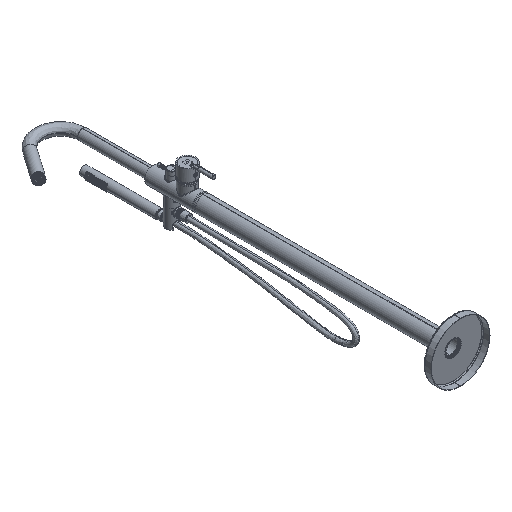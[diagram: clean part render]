
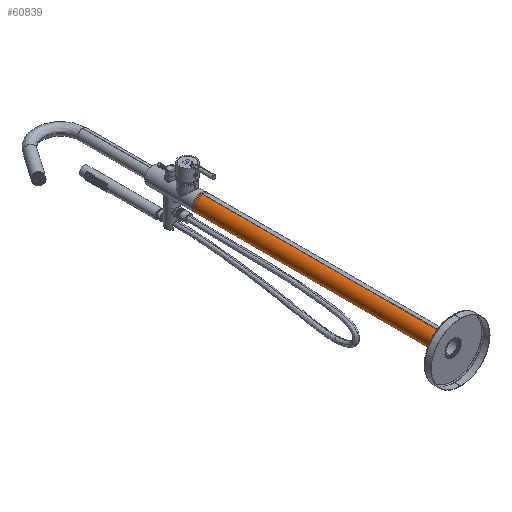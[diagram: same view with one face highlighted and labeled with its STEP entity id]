
A CAD part, isometric view. The second image highlights one B-rep face of the part: STEP entity #60839.
In plain terms, the highlighted cylindrical face has radius 22.5 mm (diameter 45 mm), a partial arc.
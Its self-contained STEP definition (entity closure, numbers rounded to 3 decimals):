
#4546 = CARTESIAN_POINT ( 'NONE',  ( 639.144, 822.031, 927.159 ) ) ;
#5438 = DIRECTION ( 'NONE',  ( 0., 0., 1. ) ) ;
#6323 = DIRECTION ( 'NONE',  ( 0., -1., 0. ) ) ;
#8581 = AXIS2_PLACEMENT_3D ( 'NONE', #15498, #59388, #25829 ) ;
#9519 = VERTEX_POINT ( 'NONE', #26501 ) ;
#10501 = VERTEX_POINT ( 'NONE', #4546 ) ;
#10682 = CARTESIAN_POINT ( 'NONE',  ( 639.144, 828.031, 904.659 ) ) ;
#12416 = VERTEX_POINT ( 'NONE', #19940 ) ;
#12856 = DIRECTION ( 'NONE',  ( 0., -1., 0. ) ) ;
#14358 = EDGE_CURVE ( 'NONE', #10501, #12416, #67489, .T. ) ;
#15498 = CARTESIAN_POINT ( 'NONE',  ( 639.144, 138.031, 904.659 ) ) ;
#19608 = ORIENTED_EDGE ( 'NONE', *, *, #62043, .T. ) ;
#19940 = CARTESIAN_POINT ( 'NONE',  ( 639.144, 138.031, 927.159 ) ) ;
#21025 = EDGE_LOOP ( 'NONE', ( #47770, #47514, #19608, #62644 ) ) ;
#22016 = CARTESIAN_POINT ( 'NONE',  ( 639.144, 822.031, 904.659 ) ) ;
#23617 = CARTESIAN_POINT ( 'NONE',  ( 639.144, 828.031, 927.159 ) ) ;
#25829 = DIRECTION ( 'NONE',  ( 0., 0., -1. ) ) ;
#26501 = CARTESIAN_POINT ( 'NONE',  ( 639.144, 822.031, 882.159 ) ) ;
#26866 = FACE_OUTER_BOUND ( 'NONE', #21025, .T. ) ;
#27878 = VECTOR ( 'NONE', #6323, 1000. ) ;
#30461 = AXIS2_PLACEMENT_3D ( 'NONE', #10682, #38680, #50842 ) ;
#33417 = DIRECTION ( 'NONE',  ( 0., 1., 0. ) ) ;
#35852 = CIRCLE ( 'NONE', #72481, 22.5 ) ;
#38680 = DIRECTION ( 'NONE',  ( 0., -1., 0. ) ) ;
#42310 = VECTOR ( 'NONE', #12856, 1000. ) ;
#44941 = CYLINDRICAL_SURFACE ( 'NONE', #30461, 22.5 ) ;
#46027 = CARTESIAN_POINT ( 'NONE',  ( 639.144, 828.031, 882.159 ) ) ;
#46488 = CARTESIAN_POINT ( 'NONE',  ( 639.144, 138.031, 882.159 ) ) ;
#46760 = LINE ( 'NONE', #46027, #42310 ) ;
#47514 = ORIENTED_EDGE ( 'NONE', *, *, #68502, .F. ) ;
#47770 = ORIENTED_EDGE ( 'NONE', *, *, #14358, .F. ) ;
#48580 = EDGE_CURVE ( 'NONE', #52850, #12416, #65060, .T. ) ;
#50842 = DIRECTION ( 'NONE',  ( 0., 0., -1. ) ) ;
#52850 = VERTEX_POINT ( 'NONE', #46488 ) ;
#59388 = DIRECTION ( 'NONE',  ( 0., 1., 0. ) ) ;
#60839 = ADVANCED_FACE ( 'NONE', ( #26866 ), #44941, .T. ) ;
#62043 = EDGE_CURVE ( 'NONE', #9519, #52850, #46760, .T. ) ;
#62644 = ORIENTED_EDGE ( 'NONE', *, *, #48580, .T. ) ;
#65060 = CIRCLE ( 'NONE', #8581, 22.5 ) ;
#67489 = LINE ( 'NONE', #23617, #27878 ) ;
#68502 = EDGE_CURVE ( 'NONE', #9519, #10501, #35852, .T. ) ;
#72481 = AXIS2_PLACEMENT_3D ( 'NONE', #22016, #33417, #5438 ) ;
